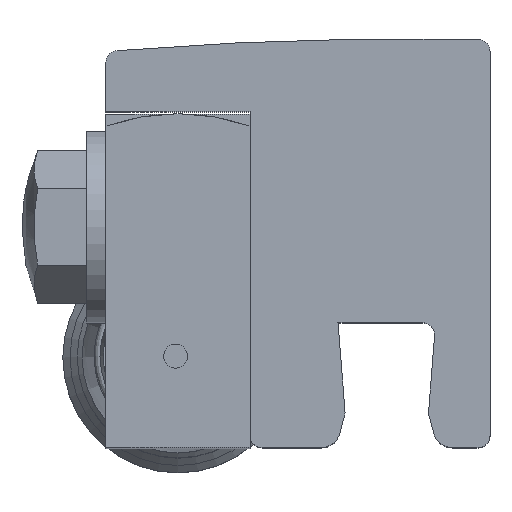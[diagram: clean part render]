
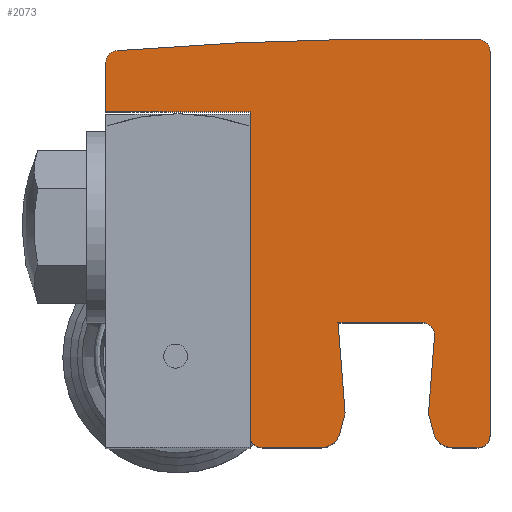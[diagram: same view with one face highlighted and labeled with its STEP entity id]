
A CAD part, top view. The second image highlights one B-rep face of the part: STEP entity #2073.
In plain terms, the highlighted face is planar.
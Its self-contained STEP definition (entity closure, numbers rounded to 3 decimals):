
#71=PLANE('',#2218);
#108=CIRCLE('',#2177,0.5);
#110=CIRCLE('',#2181,0.5);
#112=CIRCLE('',#2185,0.8);
#114=CIRCLE('',#2189,0.5);
#116=CIRCLE('',#2193,0.5);
#118=CIRCLE('',#2198,0.5);
#120=CIRCLE('',#2202,0.8);
#122=CIRCLE('',#2206,0.5);
#124=CIRCLE('',#2212,0.5);
#126=CIRCLE('',#2215,150.);
#395=ORIENTED_EDGE('',*,*,#596,.F.);
#396=ORIENTED_EDGE('',*,*,#656,.F.);
#397=ORIENTED_EDGE('',*,*,#653,.F.);
#398=ORIENTED_EDGE('',*,*,#650,.F.);
#399=ORIENTED_EDGE('',*,*,#647,.F.);
#400=ORIENTED_EDGE('',*,*,#644,.F.);
#401=ORIENTED_EDGE('',*,*,#541,.F.);
#402=ORIENTED_EDGE('',*,*,#642,.F.);
#403=ORIENTED_EDGE('',*,*,#639,.F.);
#404=ORIENTED_EDGE('',*,*,#636,.F.);
#405=ORIENTED_EDGE('',*,*,#633,.F.);
#406=ORIENTED_EDGE('',*,*,#630,.F.);
#407=ORIENTED_EDGE('',*,*,#627,.F.);
#408=ORIENTED_EDGE('',*,*,#624,.F.);
#409=ORIENTED_EDGE('',*,*,#621,.T.);
#410=ORIENTED_EDGE('',*,*,#618,.F.);
#411=ORIENTED_EDGE('',*,*,#615,.F.);
#412=ORIENTED_EDGE('',*,*,#612,.F.);
#413=ORIENTED_EDGE('',*,*,#609,.F.);
#414=ORIENTED_EDGE('',*,*,#606,.F.);
#415=ORIENTED_EDGE('',*,*,#603,.F.);
#416=ORIENTED_EDGE('',*,*,#600,.F.);
#541=EDGE_CURVE('',#722,#723,#853,.T.);
#596=EDGE_CURVE('',#758,#759,#108,.T.);
#600=EDGE_CURVE('',#759,#762,#894,.T.);
#603=EDGE_CURVE('',#762,#764,#110,.T.);
#606=EDGE_CURVE('',#764,#766,#898,.T.);
#609=EDGE_CURVE('',#766,#768,#112,.T.);
#612=EDGE_CURVE('',#768,#770,#902,.T.);
#615=EDGE_CURVE('',#770,#772,#114,.T.);
#618=EDGE_CURVE('',#772,#774,#906,.T.);
#621=EDGE_CURVE('',#776,#774,#116,.T.);
#624=EDGE_CURVE('',#776,#778,#910,.T.);
#627=EDGE_CURVE('',#778,#780,#913,.T.);
#630=EDGE_CURVE('',#780,#782,#118,.T.);
#633=EDGE_CURVE('',#782,#784,#917,.T.);
#636=EDGE_CURVE('',#784,#786,#120,.T.);
#639=EDGE_CURVE('',#786,#788,#921,.T.);
#642=EDGE_CURVE('',#788,#722,#122,.T.);
#644=EDGE_CURVE('',#723,#790,#924,.T.);
#647=EDGE_CURVE('',#790,#792,#927,.T.);
#650=EDGE_CURVE('',#792,#794,#930,.T.);
#653=EDGE_CURVE('',#794,#796,#124,.T.);
#656=EDGE_CURVE('',#796,#758,#126,.T.);
#722=VERTEX_POINT('',#2794);
#723=VERTEX_POINT('',#2796);
#758=VERTEX_POINT('',#2907);
#759=VERTEX_POINT('',#2908);
#762=VERTEX_POINT('',#2916);
#764=VERTEX_POINT('',#2922);
#766=VERTEX_POINT('',#2928);
#768=VERTEX_POINT('',#2934);
#770=VERTEX_POINT('',#2940);
#772=VERTEX_POINT('',#2946);
#774=VERTEX_POINT('',#2952);
#776=VERTEX_POINT('',#2958);
#778=VERTEX_POINT('',#2964);
#780=VERTEX_POINT('',#2970);
#782=VERTEX_POINT('',#2976);
#784=VERTEX_POINT('',#2982);
#786=VERTEX_POINT('',#2988);
#788=VERTEX_POINT('',#2994);
#790=VERTEX_POINT('',#3003);
#792=VERTEX_POINT('',#3009);
#794=VERTEX_POINT('',#3015);
#796=VERTEX_POINT('',#3021);
#853=LINE('',#2795,#950);
#894=LINE('',#2915,#991);
#898=LINE('',#2927,#995);
#902=LINE('',#2939,#999);
#906=LINE('',#2951,#1003);
#910=LINE('',#2963,#1007);
#913=LINE('',#2969,#1010);
#917=LINE('',#2981,#1014);
#921=LINE('',#2993,#1018);
#924=LINE('',#3002,#1021);
#927=LINE('',#3008,#1024);
#930=LINE('',#3014,#1027);
#950=VECTOR('',#2332,1000.);
#991=VECTOR('',#2453,1000.);
#995=VECTOR('',#2465,1000.);
#999=VECTOR('',#2477,1000.);
#1003=VECTOR('',#2489,1000.);
#1007=VECTOR('',#2501,1000.);
#1010=VECTOR('',#2506,1000.);
#1014=VECTOR('',#2518,1000.);
#1018=VECTOR('',#2530,1000.);
#1021=VECTOR('',#2541,1000.);
#1024=VECTOR('',#2546,1000.);
#1027=VECTOR('',#2551,1000.);
#1092=EDGE_LOOP('',(#395,#396,#397,#398,#399,#400,#401,#402,#403,#404,#405,
#406,#407,#408,#409,#410,#411,#412,#413,#414,#415,#416));
#1231=FACE_BOUND('',#1092,.T.);
#2073=ADVANCED_FACE('',(#1231),#71,.F.);
#2177=AXIS2_PLACEMENT_3D('',#2906,#2445,#2446);
#2181=AXIS2_PLACEMENT_3D('',#2921,#2458,#2459);
#2185=AXIS2_PLACEMENT_3D('',#2933,#2470,#2471);
#2189=AXIS2_PLACEMENT_3D('',#2945,#2482,#2483);
#2193=AXIS2_PLACEMENT_3D('',#2957,#2494,#2495);
#2198=AXIS2_PLACEMENT_3D('',#2975,#2511,#2512);
#2202=AXIS2_PLACEMENT_3D('',#2987,#2523,#2524);
#2206=AXIS2_PLACEMENT_3D('',#2999,#2535,#2536);
#2212=AXIS2_PLACEMENT_3D('',#3020,#2556,#2557);
#2215=AXIS2_PLACEMENT_3D('',#3026,#2563,#2564);
#2218=AXIS2_PLACEMENT_3D('',#3029,#2569,#2570);
#2332=DIRECTION('',(0.,1.,0.));
#2445=DIRECTION('',(1.,0.,0.));
#2446=DIRECTION('',(0.,0.,-1.));
#2453=DIRECTION('',(0.,-1.,0.));
#2458=DIRECTION('',(1.,0.,0.));
#2459=DIRECTION('',(0.,0.,-1.));
#2465=DIRECTION('',(0.,0.,-1.));
#2470=DIRECTION('',(1.,0.,0.));
#2471=DIRECTION('',(0.,0.,-1.));
#2477=DIRECTION('',(0.,0.966,-0.259));
#2482=DIRECTION('',(1.,0.,0.));
#2483=DIRECTION('',(0.,0.,-1.));
#2489=DIRECTION('',(0.,0.997,0.079));
#2494=DIRECTION('',(1.,0.,0.));
#2495=DIRECTION('',(0.,0.,-1.));
#2501=DIRECTION('',(0.,0.,-1.));
#2506=DIRECTION('',(0.,-0.997,0.079));
#2511=DIRECTION('',(1.,0.,0.));
#2512=DIRECTION('',(0.,0.,-1.));
#2518=DIRECTION('',(0.,-0.966,-0.259));
#2523=DIRECTION('',(1.,0.,0.));
#2524=DIRECTION('',(0.,0.,-1.));
#2530=DIRECTION('',(0.,0.,-1.));
#2535=DIRECTION('',(1.,0.,0.));
#2536=DIRECTION('',(0.,0.,-1.));
#2541=DIRECTION('',(0.,1.,0.));
#2546=DIRECTION('',(0.,0.,-1.));
#2551=DIRECTION('',(0.,1.,0.));
#2556=DIRECTION('',(1.,0.,0.));
#2557=DIRECTION('',(0.,0.,-1.));
#2563=DIRECTION('',(1.,0.,0.));
#2564=DIRECTION('',(0.,0.,-1.));
#2569=DIRECTION('',(1.,0.,0.));
#2570=DIRECTION('',(0.,0.,-1.));
#2794=CARTESIAN_POINT('',(-26.,-3.5,3.));
#2795=CARTESIAN_POINT('',(-26.,-3.5,3.));
#2796=CARTESIAN_POINT('',(-26.,9.385,3.));
#2906=CARTESIAN_POINT('',(-26.,12.51,12.5));
#2907=CARTESIAN_POINT('',(-26.,13.009,12.51));
#2908=CARTESIAN_POINT('',(-26.,12.51,13.));
#2915=CARTESIAN_POINT('',(-26.,12.51,13.));
#2916=CARTESIAN_POINT('',(-26.,-3.5,13.));
#2921=CARTESIAN_POINT('',(-26.,-3.5,12.5));
#2922=CARTESIAN_POINT('',(-26.,-4.,12.5));
#2927=CARTESIAN_POINT('',(-26.,-4.,12.5));
#2928=CARTESIAN_POINT('',(-26.,-4.,11.434));
#2933=CARTESIAN_POINT('',(-26.,-3.2,11.434));
#2934=CARTESIAN_POINT('',(-26.,-3.407,10.661));
#2939=CARTESIAN_POINT('',(-26.,-3.407,10.661));
#2940=CARTESIAN_POINT('',(-26.,-2.646,10.457));
#2945=CARTESIAN_POINT('',(-26.,-2.517,10.94));
#2946=CARTESIAN_POINT('',(-26.,-2.477,10.442));
#2951=CARTESIAN_POINT('',(-26.,-2.477,10.442));
#2952=CARTESIAN_POINT('',(-26.,0.66,10.692));
#2957=CARTESIAN_POINT('',(-26.,0.7,10.193));
#2958=CARTESIAN_POINT('',(-26.,1.2,10.193));
#2963=CARTESIAN_POINT('',(-26.,1.2,10.193));
#2964=CARTESIAN_POINT('',(-26.,1.2,6.666));
#2969=CARTESIAN_POINT('',(-26.,1.2,6.666));
#2970=CARTESIAN_POINT('',(-26.,-2.477,6.958));
#2975=CARTESIAN_POINT('',(-26.,-2.517,6.46));
#2976=CARTESIAN_POINT('',(-26.,-2.646,6.943));
#2981=CARTESIAN_POINT('',(-26.,-2.646,6.943));
#2982=CARTESIAN_POINT('',(-26.,-3.407,6.739));
#2987=CARTESIAN_POINT('',(-26.,-3.2,5.966));
#2988=CARTESIAN_POINT('',(-26.,-4.,5.966));
#2993=CARTESIAN_POINT('',(-26.,-4.,5.966));
#2994=CARTESIAN_POINT('',(-26.,-4.,3.5));
#2999=CARTESIAN_POINT('',(-26.,-3.5,3.5));
#3002=CARTESIAN_POINT('',(-26.,-3.5,3.));
#3003=CARTESIAN_POINT('',(-26.,10.,3.));
#3008=CARTESIAN_POINT('',(-26.,10.,3.));
#3009=CARTESIAN_POINT('',(-26.,10.,-3.));
#3014=CARTESIAN_POINT('',(-26.,10.,-3.));
#3015=CARTESIAN_POINT('',(-26.,12.044,-3.));
#3020=CARTESIAN_POINT('',(-26.,12.044,-2.5));
#3021=CARTESIAN_POINT('',(-26.,12.542,-2.541));
#3026=CARTESIAN_POINT('',(-26.,-136.963,9.636));
#3029=CARTESIAN_POINT('',(-26.,12.51,12.5));
